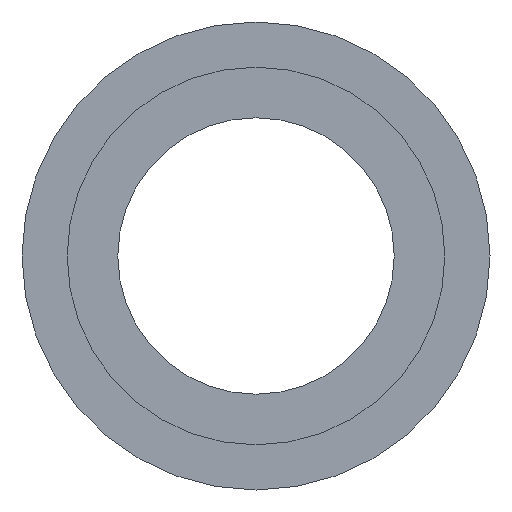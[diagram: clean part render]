
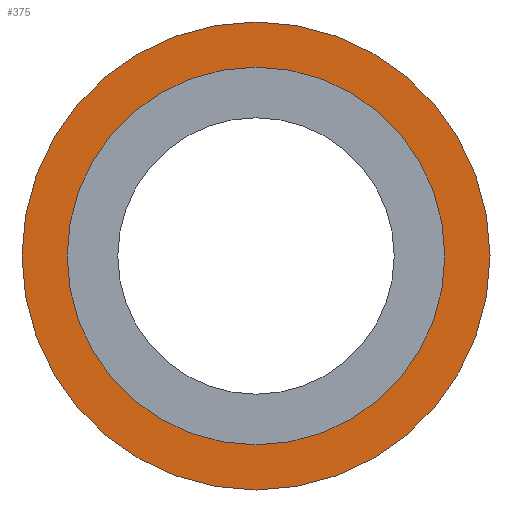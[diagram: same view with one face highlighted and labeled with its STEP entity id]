
A CAD part, front view. The second image highlights one B-rep face of the part: STEP entity #375.
In plain terms, the highlighted planar face has unit normal (0, -1, 0).
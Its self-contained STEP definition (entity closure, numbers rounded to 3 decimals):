
#10 = CIRCLE ( 'NONE', #196, 25.4 ) ;
#22 = DIRECTION ( 'NONE',  ( 0., 1., 0. ) ) ;
#35 = DIRECTION ( 'NONE',  ( 0., 1., 0. ) ) ;
#37 = VERTEX_POINT ( 'NONE', #283 ) ;
#99 = CIRCLE ( 'NONE', #574, 20.5 ) ;
#119 = CARTESIAN_POINT ( 'NONE',  ( -25.4, 0., 0. ) ) ;
#155 = VERTEX_POINT ( 'NONE', #394 ) ;
#187 = CIRCLE ( 'NONE', #362, 20.5 ) ;
#196 = AXIS2_PLACEMENT_3D ( 'NONE', #406, #621, #410 ) ;
#207 = EDGE_LOOP ( 'NONE', ( #223, #398 ) ) ;
#219 = DIRECTION ( 'NONE',  ( 0., 1., 0. ) ) ;
#221 = ORIENTED_EDGE ( 'NONE', *, *, #324, .T. ) ;
#223 = ORIENTED_EDGE ( 'NONE', *, *, #264, .F. ) ;
#224 = DIRECTION ( 'NONE',  ( 0., 1., 0. ) ) ;
#236 = CARTESIAN_POINT ( 'NONE',  ( 0., 0., 0. ) ) ;
#264 = EDGE_CURVE ( 'NONE', #577, #155, #599, .T. ) ;
#268 = CARTESIAN_POINT ( 'NONE',  ( -20.5, 0., 0. ) ) ;
#283 = CARTESIAN_POINT ( 'NONE',  ( 20.5, 0., 0. ) ) ;
#293 = CARTESIAN_POINT ( 'NONE',  ( 25.4, 0., 0. ) ) ;
#324 = EDGE_CURVE ( 'NONE', #37, #554, #99, .T. ) ;
#342 = AXIS2_PLACEMENT_3D ( 'NONE', #293, #224, #466 ) ;
#362 = AXIS2_PLACEMENT_3D ( 'NONE', #509, #219, #555 ) ;
#369 = DIRECTION ( 'NONE',  ( -1., 0., 0. ) ) ;
#375 = ADVANCED_FACE ( 'NONE', ( #518, #614 ), #376, .F. ) ;
#376 = PLANE ( 'NONE',  #342 ) ;
#394 = CARTESIAN_POINT ( 'NONE',  ( 25.4, 0., 0. ) ) ;
#398 = ORIENTED_EDGE ( 'NONE', *, *, #600, .F. ) ;
#406 = CARTESIAN_POINT ( 'NONE',  ( 0., 0., 0. ) ) ;
#410 = DIRECTION ( 'NONE',  ( -1., 0., 0. ) ) ;
#466 = DIRECTION ( 'NONE',  ( -1., 0., 0. ) ) ;
#468 = CARTESIAN_POINT ( 'NONE',  ( 0., 0., 0. ) ) ;
#473 = EDGE_LOOP ( 'NONE', ( #529, #221 ) ) ;
#477 = DIRECTION ( 'NONE',  ( -1., 0., 0. ) ) ;
#509 = CARTESIAN_POINT ( 'NONE',  ( 0., 0., 0. ) ) ;
#518 = FACE_OUTER_BOUND ( 'NONE', #207, .T. ) ;
#520 = AXIS2_PLACEMENT_3D ( 'NONE', #236, #35, #477 ) ;
#529 = ORIENTED_EDGE ( 'NONE', *, *, #572, .T. ) ;
#554 = VERTEX_POINT ( 'NONE', #268 ) ;
#555 = DIRECTION ( 'NONE',  ( -1., 0., 0. ) ) ;
#572 = EDGE_CURVE ( 'NONE', #554, #37, #187, .T. ) ;
#574 = AXIS2_PLACEMENT_3D ( 'NONE', #468, #22, #369 ) ;
#577 = VERTEX_POINT ( 'NONE', #119 ) ;
#599 = CIRCLE ( 'NONE', #520, 25.4 ) ;
#600 = EDGE_CURVE ( 'NONE', #155, #577, #10, .T. ) ;
#614 = FACE_BOUND ( 'NONE', #473, .T. ) ;
#621 = DIRECTION ( 'NONE',  ( 0., 1., 0. ) ) ;
